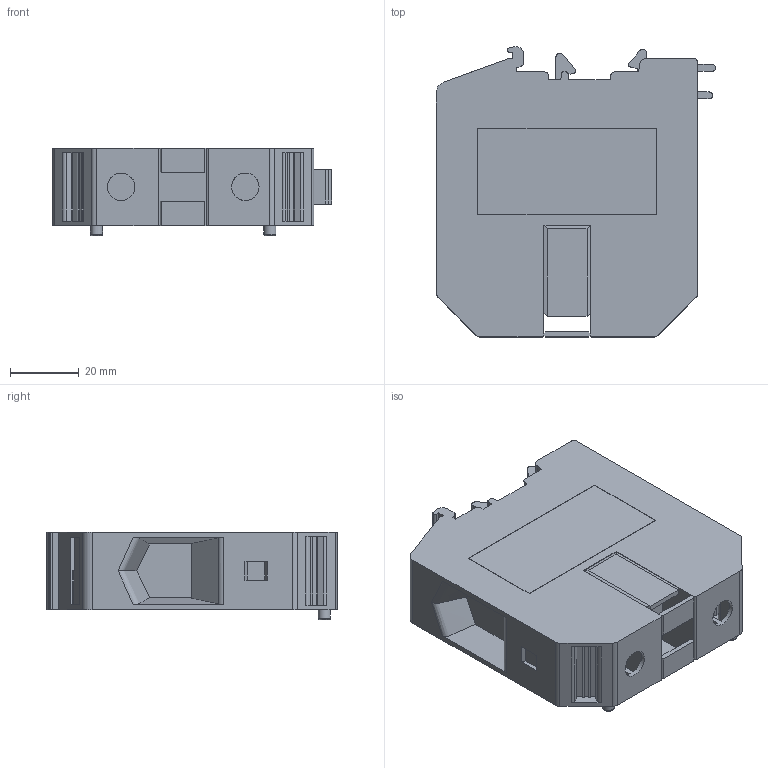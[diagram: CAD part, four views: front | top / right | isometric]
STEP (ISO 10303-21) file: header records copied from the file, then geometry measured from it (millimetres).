
FILE_DESCRIPTION(('STEP AP203'), '1');
FILE_NAME('MTI-70', '2025-08-26T11:09:45', (' '), (' '), 'C3D Converter', 'C3D Toolkit', '');
FILE_SCHEMA(('CONFIG_CONTROL_DESIGN'));
Length unit declared in the file: millimetre
Bounding box: 81.1 x 84.3 x 25.5 mm (x, y, z)
Volume: 113693 mm3; surface area: 28302.2 mm2
Topology: 1 solids, 12 shells, 432 faces, 1170 edges, 762 vertices
Faces by surface type: plane 336, cylinder 82, torus 8, bspline 4, cone 2
Full cylindrical faces by diameter (mm): 3.5 x2, 3.8 x1, 3.9 x2, 4 x2, 8 x2, 16 x2
Entity records: 19345 total; most frequent: CARTESIAN_POINT 5037, ORIENTED_EDGE 2302, DIRECTION 2133, EDGE_CURVE 1151, LINE 875, VECTOR 875, VERTEX_POINT 758, AXIS2_PLACEMENT_3D 629
